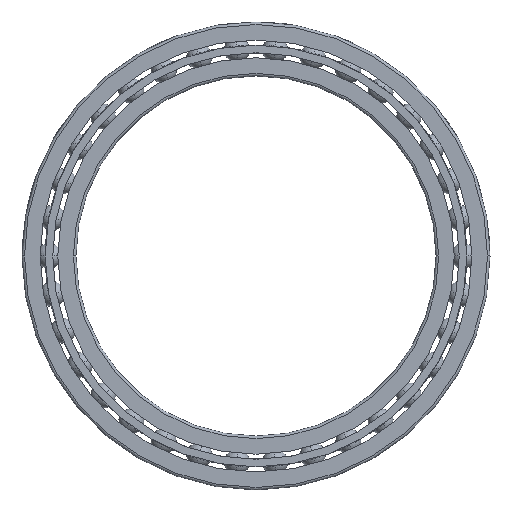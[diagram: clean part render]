
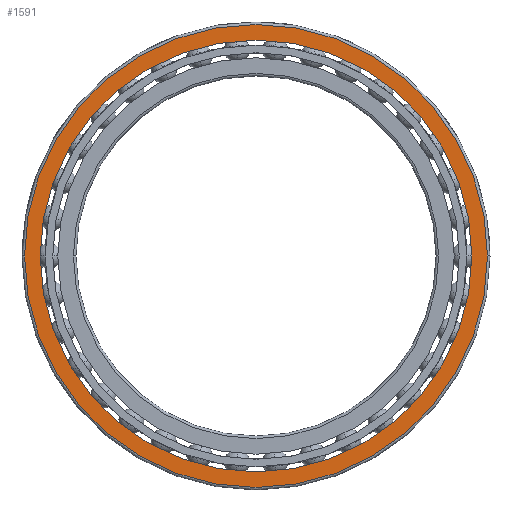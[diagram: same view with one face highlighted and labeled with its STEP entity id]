
A CAD part, left-side view. The second image highlights one B-rep face of the part: STEP entity #1591.
In plain terms, the highlighted planar face has unit normal (-1, 0, 0).
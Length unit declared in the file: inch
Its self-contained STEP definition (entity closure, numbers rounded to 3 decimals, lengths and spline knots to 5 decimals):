
#396 = PLANE ( 'NONE',  #15473 ) ;
#1533 = DIRECTION ( 'NONE',  ( -1., 0., 0. ) ) ;
#1591 = ADVANCED_FACE ( 'NONE', ( #6830, #5384 ), #396, .F. ) ;
#1821 = CIRCLE ( 'NONE', #15342, 1.2657 ) ;
#1854 = ORIENTED_EDGE ( 'NONE', *, *, #15076, .F. ) ;
#2752 = DIRECTION ( 'NONE',  ( 1., 0., 0. ) ) ;
#2888 = CARTESIAN_POINT ( 'NONE',  ( -0.138, 0., 0. ) ) ;
#3462 = DIRECTION ( 'NONE',  ( -1., 0., 0. ) ) ;
#4889 = CIRCLE ( 'NONE', #16192, 1.2657 ) ;
#4954 = AXIS2_PLACEMENT_3D ( 'NONE', #8571, #3462, #11148 ) ;
#4974 = CIRCLE ( 'NONE', #4954, 1.1803 ) ;
#5067 = CARTESIAN_POINT ( 'NONE',  ( -0.138, 1.2657, 0. ) ) ;
#5384 = FACE_BOUND ( 'NONE', #9165, .T. ) ;
#5826 = AXIS2_PLACEMENT_3D ( 'NONE', #13818, #5972, #12486 ) ;
#5972 = DIRECTION ( 'NONE',  ( 1., 0., 0. ) ) ;
#6748 = DIRECTION ( 'NONE',  ( 0., 1., 0. ) ) ;
#6811 = VERTEX_POINT ( 'NONE', #14108 ) ;
#6822 = VERTEX_POINT ( 'NONE', #5067 ) ;
#6830 = FACE_OUTER_BOUND ( 'NONE', #6954, .T. ) ;
#6954 = EDGE_LOOP ( 'NONE', ( #1854, #7750 ) ) ;
#7750 = ORIENTED_EDGE ( 'NONE', *, *, #16724, .T. ) ;
#7952 = VERTEX_POINT ( 'NONE', #11368 ) ;
#8273 = CARTESIAN_POINT ( 'NONE',  ( -0.138, 0., 0. ) ) ;
#8571 = CARTESIAN_POINT ( 'NONE',  ( -0.138, 0., 0. ) ) ;
#8768 = VERTEX_POINT ( 'NONE', #11903 ) ;
#9165 = EDGE_LOOP ( 'NONE', ( #11812, #16136 ) ) ;
#9313 = EDGE_CURVE ( 'NONE', #8768, #7952, #4974, .T. ) ;
#9496 = DIRECTION ( 'NONE',  ( 1., 0., 0. ) ) ;
#9603 = DIRECTION ( 'NONE',  ( 0., -1., 0. ) ) ;
#10615 = DIRECTION ( 'NONE',  ( 0., 1., 0. ) ) ;
#11148 = DIRECTION ( 'NONE',  ( 0., 1., 0. ) ) ;
#11368 = CARTESIAN_POINT ( 'NONE',  ( -0.138, -1.1803, 0. ) ) ;
#11812 = ORIENTED_EDGE ( 'NONE', *, *, #9313, .F. ) ;
#11903 = CARTESIAN_POINT ( 'NONE',  ( -0.138, 1.1803, 0. ) ) ;
#12486 = DIRECTION ( 'NONE',  ( 0., 1., 0. ) ) ;
#13818 = CARTESIAN_POINT ( 'NONE',  ( -0.138, 0., 0. ) ) ;
#14108 = CARTESIAN_POINT ( 'NONE',  ( -0.138, -1.2657, 0. ) ) ;
#15076 = EDGE_CURVE ( 'NONE', #6822, #6811, #4889, .T. ) ;
#15342 = AXIS2_PLACEMENT_3D ( 'NONE', #2888, #1533, #6748 ) ;
#15473 = AXIS2_PLACEMENT_3D ( 'NONE', #8273, #9496, #9603 ) ;
#15632 = EDGE_CURVE ( 'NONE', #8768, #7952, #15701, .T. ) ;
#15701 = CIRCLE ( 'NONE', #5826, 1.1803 ) ;
#15747 = CARTESIAN_POINT ( 'NONE',  ( -0.138, 0., 0. ) ) ;
#16136 = ORIENTED_EDGE ( 'NONE', *, *, #15632, .T. ) ;
#16192 = AXIS2_PLACEMENT_3D ( 'NONE', #15747, #2752, #10615 ) ;
#16724 = EDGE_CURVE ( 'NONE', #6822, #6811, #1821, .T. ) ;
